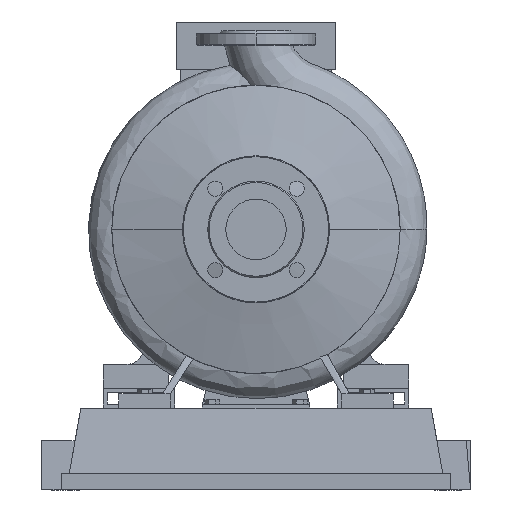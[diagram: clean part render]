
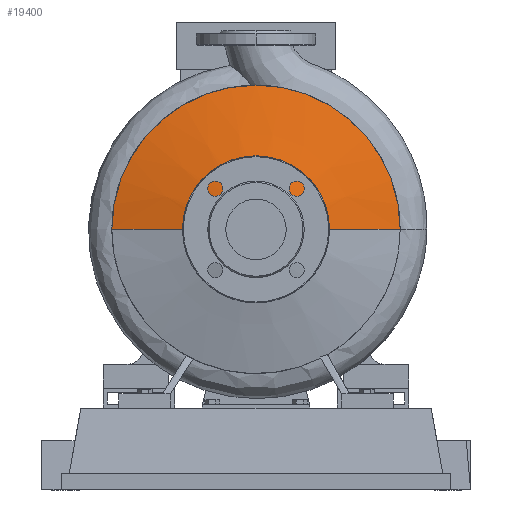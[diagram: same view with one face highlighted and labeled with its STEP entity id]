
A CAD part, left-side view. The second image highlights one B-rep face of the part: STEP entity #19400.
In plain terms, the highlighted conical face has half-angle 76.185 degrees and reference radius 120.5 mm.
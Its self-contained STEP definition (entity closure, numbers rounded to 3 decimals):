
#19359=CARTESIAN_POINT('',(-60.0,0.,328.0));
#19360=DIRECTION('',(1.0,0.,0.));
#19361=DIRECTION('',(0.0,-1.0,0.0));
#19362=AXIS2_PLACEMENT_3D('',#19359,#19360,#19361);
#19363=CONICAL_SURFACE('',#19362,120.5,76.185);
#19364=CARTESIAN_POINT('',(-45.,-181.5,328.));
#19365=VERTEX_POINT('',#19364);
#19366=CARTESIAN_POINT('',(-75.,-59.5,328.0));
#19367=VERTEX_POINT('',#19366);
#19368=CARTESIAN_POINT('',(-45.,-181.5,328.));
#19369=DIRECTION('',(-0.239,0.971,0.));
#19370=VECTOR('',#19369,125.634);
#19371=LINE('',#19368,#19370);
#19372=EDGE_CURVE('',#19365,#19367,#19371,.T.);
#19373=ORIENTED_EDGE('',*,*,#19372,.F.);
#19374=CARTESIAN_POINT('',(-45.,181.5,328.));
#19375=VERTEX_POINT('',#19374);
#19376=CARTESIAN_POINT('',(-45.0,0.,328.0));
#19377=DIRECTION('',(-1.0,0.0,0.0));
#19378=DIRECTION('',(0.0,-1.0,0.0));
#19379=AXIS2_PLACEMENT_3D('',#19376,#19377,#19378);
#19380=CIRCLE('',#19379,181.5);
#19381=EDGE_CURVE('',#19365,#19375,#19380,.T.);
#19382=ORIENTED_EDGE('',*,*,#19381,.T.);
#19383=CARTESIAN_POINT('',(-75.,59.5,328.0));
#19384=VERTEX_POINT('',#19383);
#19385=CARTESIAN_POINT('',(-45.,181.5,328.));
#19386=DIRECTION('',(-0.239,-0.971,0.));
#19387=VECTOR('',#19386,125.634);
#19388=LINE('',#19385,#19387);
#19389=EDGE_CURVE('',#19375,#19384,#19388,.T.);
#19390=ORIENTED_EDGE('',*,*,#19389,.T.);
#19391=CARTESIAN_POINT('',(-75.0,0.,328.0));
#19392=DIRECTION('',(1.0,0.0,0.0));
#19393=DIRECTION('',(0.0,-1.0,0.0));
#19394=AXIS2_PLACEMENT_3D('',#19391,#19392,#19393);
#19395=CIRCLE('',#19394,59.5);
#19396=EDGE_CURVE('',#19384,#19367,#19395,.T.);
#19397=ORIENTED_EDGE('',*,*,#19396,.T.);
#19398=EDGE_LOOP('',(#19373,#19382,#19390,#19397));
#19399=FACE_OUTER_BOUND('',#19398,.T.);
#19400=ADVANCED_FACE('',(#19399),#19363,.T.);
